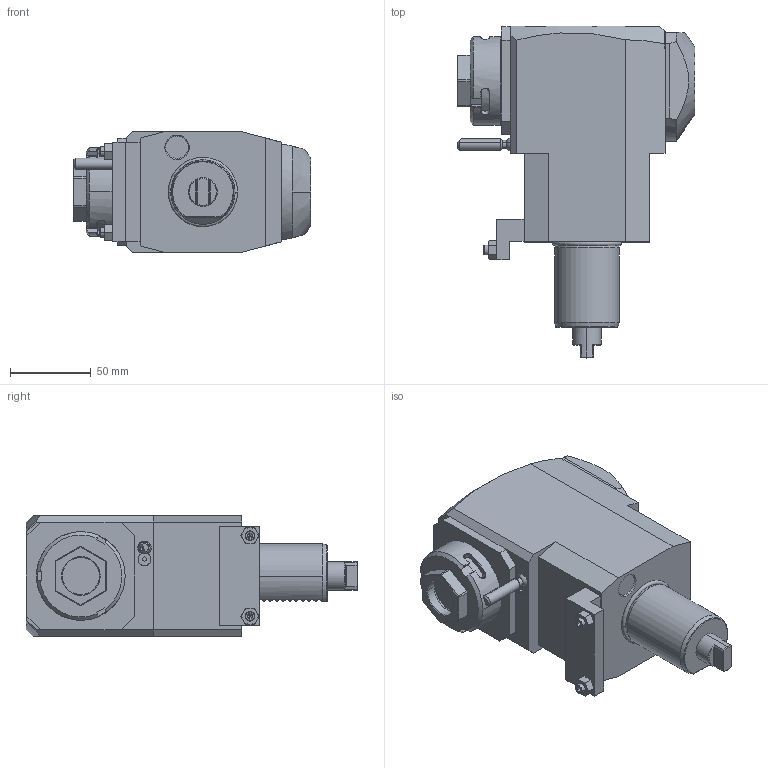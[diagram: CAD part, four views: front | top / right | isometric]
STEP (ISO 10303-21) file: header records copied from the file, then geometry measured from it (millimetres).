
FILE_DESCRIPTION((''),'2;1');
FILE_NAME('NGT1_40_225_32_1_2_100TD','2024-10-25T',('vali'),('NOVA GRUP'),'PRO/ENGINEER BY PARAMETRIC TECHNOLOGY CORPORATION, 2010280','PRO/ENGINEER BY PARAMETRIC TECHNOLOGY CORPORATION, 2010280','');
FILE_SCHEMA(('CONFIG_CONTROL_DESIGN'));
Length unit declared in the file: millimetre
Products named in the file (1): NGT1_40_225_32_1_2_100TD
Bounding box: 147.5 x 206 x 75 mm (x, y, z)
Volume: 1080807.8 mm3; surface area: 78356.3 mm2
Topology: 1 solids, 1 shells, 332 faces, 855 edges, 531 vertices
Faces by surface type: plane 184, cone 63, cylinder 62, bspline 18, torus 3, sphere 2
Entity records: 12959 total; most frequent: CARTESIAN_POINT 5341, ORIENTED_EDGE 1686, DIRECTION 1383, EDGE_CURVE 843, VERTEX_POINT 531, VECTOR 461, LINE 461, AXIS2_PLACEMENT_3D 461
